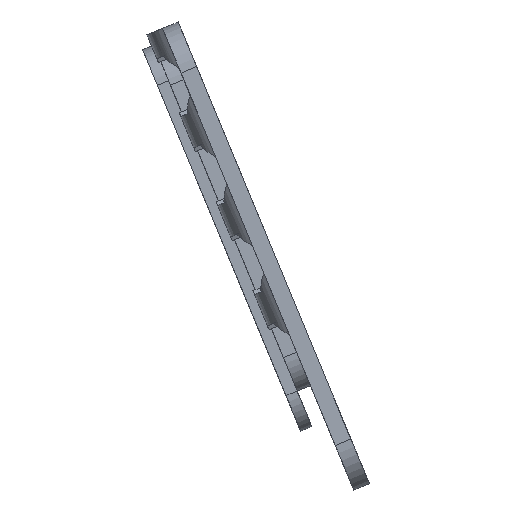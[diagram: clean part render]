
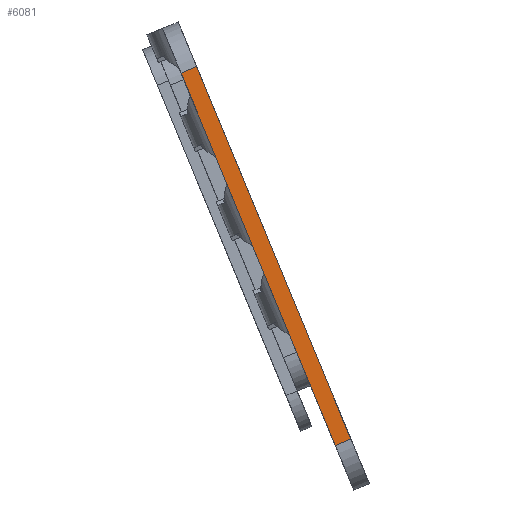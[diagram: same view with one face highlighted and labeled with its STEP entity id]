
A CAD part, left-side view. The second image highlights one B-rep face of the part: STEP entity #6081.
In plain terms, the highlighted face is planar.
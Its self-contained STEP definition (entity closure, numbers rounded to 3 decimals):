
#393=PLANE('',#6438);
#669=FACE_OUTER_BOUND('',#1001,.T.);
#1001=EDGE_LOOP('',(#5651,#5652,#5653,#5654));
#1116=LINE('',#8208,#1910);
#1117=LINE('',#8211,#1911);
#1214=LINE('',#8420,#2008);
#1400=LINE('',#8794,#2194);
#1910=VECTOR('',#6605,10.);
#1911=VECTOR('',#6608,10.);
#2008=VECTOR('',#6731,10.);
#2194=VECTOR('',#6925,10.);
#2729=VERTEX_POINT('',#8204);
#2730=VERTEX_POINT('',#8206);
#2731=VERTEX_POINT('',#8210);
#2830=VERTEX_POINT('',#8418);
#3314=EDGE_CURVE('',#2730,#2729,#1116,.T.);
#3315=EDGE_CURVE('',#2729,#2731,#1117,.T.);
#3420=EDGE_CURVE('',#2730,#2830,#1214,.T.);
#3608=EDGE_CURVE('',#2731,#2830,#1400,.T.);
#5651=ORIENTED_EDGE('',*,*,#3314,.F.);
#5652=ORIENTED_EDGE('',*,*,#3420,.T.);
#5653=ORIENTED_EDGE('',*,*,#3608,.F.);
#5654=ORIENTED_EDGE('',*,*,#3315,.F.);
#6081=ADVANCED_FACE('',(#669),#393,.T.);
#6438=AXIS2_PLACEMENT_3D('',#9600,#7848,#7849);
#6605=DIRECTION('',(0.,0.,1.));
#6608=DIRECTION('',(0.,1.,0.));
#6731=DIRECTION('',(0.,1.,0.));
#6925=DIRECTION('',(0.,0.,-1.));
#7848=DIRECTION('center_axis',(1.,0.,0.));
#7849=DIRECTION('ref_axis',(0.,1.,0.));
#8204=CARTESIAN_POINT('',(29.5,-16.75,1.4));
#8206=CARTESIAN_POINT('',(29.5,-16.75,0.));
#8208=CARTESIAN_POINT('',(29.5,-16.75,0.));
#8210=CARTESIAN_POINT('',(29.5,16.75,1.4));
#8211=CARTESIAN_POINT('',(29.5,-10.375,1.4));
#8418=CARTESIAN_POINT('',(29.5,16.75,0.));
#8420=CARTESIAN_POINT('',(29.5,-20.75,0.));
#8794=CARTESIAN_POINT('',(29.5,16.75,0.));
#9600=CARTESIAN_POINT('Origin',(29.5,-20.75,0.));
